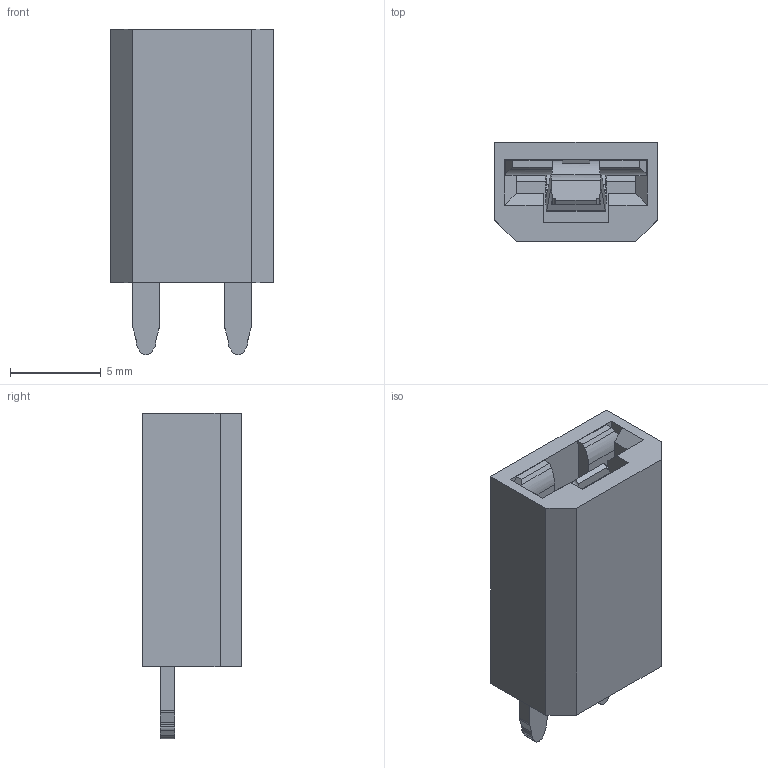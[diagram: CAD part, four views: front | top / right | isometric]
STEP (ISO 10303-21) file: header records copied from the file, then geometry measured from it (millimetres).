
FILE_DESCRIPTION (( 'STEP AP203' ), '1' );
FILE_NAME ('S95212-B02.STEP', '2025-03-13T07:40:14', ( '' ), ( '' ), 'SwSTEP 2.0', 'SolidWorks 2023', '' );
FILE_SCHEMA (( 'CONFIG_CONTROL_DESIGN' ));
Length unit declared in the file: millimetre
Products named in the file (3): K95212-A; K91167-F; S95212-B02
Assembly tree (2 placements, depth 2):
  S95212-B02
    K95212-A
    K91167-F
Bounding box: 9 x 5.5 x 18 mm (x, y, z)
Volume: 505.8 mm3; surface area: 1110.7 mm2
Topology: 2 solids, 2 shells, 392 faces, 1059 edges, 704 vertices
Faces by surface type: plane 215, bspline 134, cylinder 43
Full cylindrical faces by diameter (mm): 3 x1
Entity records: 19795 total; most frequent: CARTESIAN_POINT 10557, ORIENTED_EDGE 2116, DIRECTION 1360, EDGE_CURVE 1058, VERTEX_POINT 704, LINE 698, VECTOR 698, EDGE_LOOP 428
